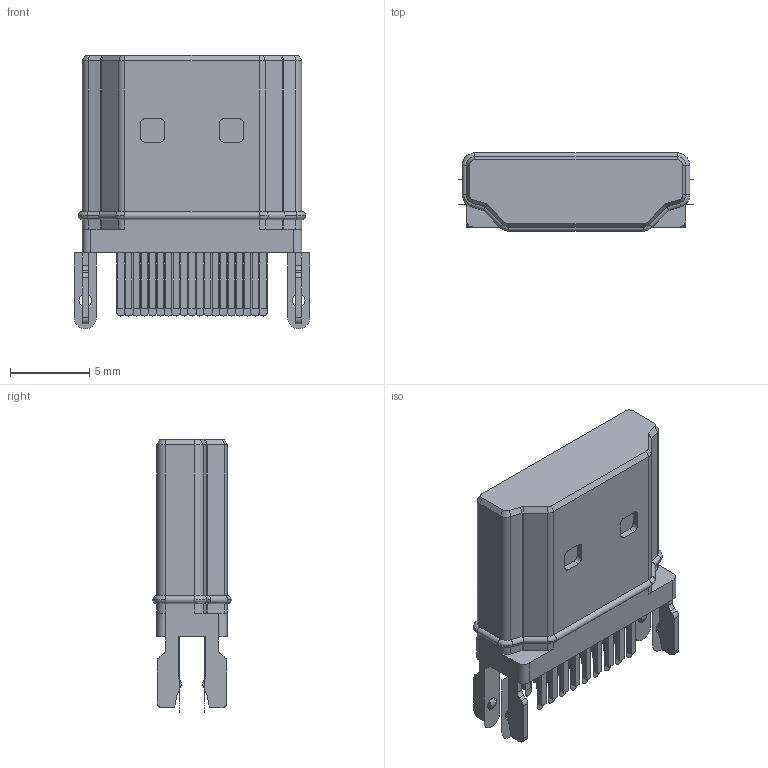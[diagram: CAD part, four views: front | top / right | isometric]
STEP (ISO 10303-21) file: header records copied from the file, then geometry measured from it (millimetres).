
FILE_DESCRIPTION (( 'STEP AP214' ), '1' );
FILE_NAME ('User Library-3067-20010002R-Rev.01.STEP', '2016-08-19T18:24:33', ( 'Windows User' ), ( '' ), 'SwSTEP 2.0', 'SolidWorks 2016', '' );
FILE_SCHEMA (( 'AUTOMOTIVE_DESIGN' ));
Length unit declared in the file: millimetre
Products named in the file (1): User Library-3067-20010002R-Rev.01
Bounding box: 14.9 x 4.95 x 17.3 mm (x, y, z)
Surface area: 775 mm2 (no closed solid volume)
Topology: 0 solids, 24 shells, 276 faces, 736 edges, 506 vertices
Faces by surface type: plane 198, cylinder 50, bspline 20, cone 8
Entity records: 9360 total; most frequent: CARTESIAN_POINT 2479, ORIENTED_EDGE 1372, DIRECTION 1367, EDGE_CURVE 736, VECTOR 563, LINE 563, VERTEX_POINT 506, AXIS2_PLACEMENT_3D 402
